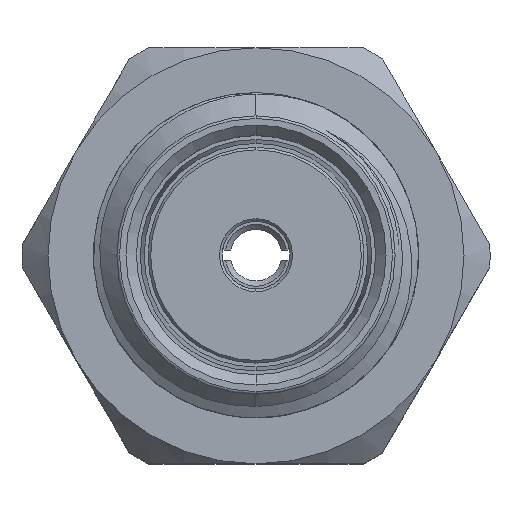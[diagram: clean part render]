
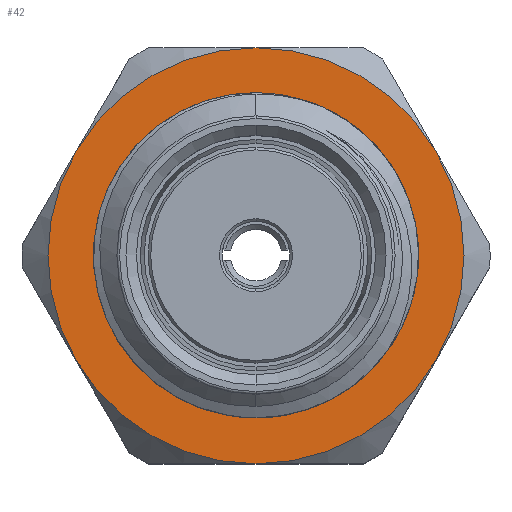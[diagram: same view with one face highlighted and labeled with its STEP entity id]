
A CAD part, top view. The second image highlights one B-rep face of the part: STEP entity #42.
In plain terms, the highlighted planar face has unit normal (0, 0, 1).
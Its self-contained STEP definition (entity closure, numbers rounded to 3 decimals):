
#8 = CARTESIAN_POINT ( 'NONE',  ( -43.445, 16.364, 13.751 ) ) ;
#24 = CIRCLE ( 'NONE', #1780, 4. ) ;
#42 = ADVANCED_FACE ( 'NONE', ( #1361, #443 ), #2045, .T. ) ;
#97 = ORIENTED_EDGE ( 'NONE', *, *, #1724, .T. ) ;
#154 = ORIENTED_EDGE ( 'NONE', *, *, #2773, .F. ) ;
#245 = VERTEX_POINT ( 'NONE', #1675 ) ;
#258 = DIRECTION ( 'NONE',  ( 0., 0., -1. ) ) ;
#293 = ORIENTED_EDGE ( 'NONE', *, *, #3005, .F. ) ;
#443 = FACE_OUTER_BOUND ( 'NONE', #1021, .T. ) ;
#492 = EDGE_LOOP ( 'NONE', ( #2131, #97 ) ) ;
#525 = VERTEX_POINT ( 'NONE', #2304 ) ;
#535 = DIRECTION ( 'NONE',  ( 0., 1., 0. ) ) ;
#551 = CARTESIAN_POINT ( 'NONE',  ( -43.445, 16.364, 13.751 ) ) ;
#558 = VERTEX_POINT ( 'NONE', #1915 ) ;
#564 = CARTESIAN_POINT ( 'NONE',  ( -43.445, 20.364, 13.751 ) ) ;
#569 = CIRCLE ( 'NONE', #2370, 4. ) ;
#623 = DIRECTION ( 'NONE',  ( 0., 1., 0. ) ) ;
#631 = CARTESIAN_POINT ( 'NONE',  ( -39.981, 14.364, 13.751 ) ) ;
#644 = CARTESIAN_POINT ( 'NONE',  ( -43.445, 19.064, 13.751 ) ) ;
#804 = AXIS2_PLACEMENT_3D ( 'NONE', #2356, #258, #922 ) ;
#875 = ORIENTED_EDGE ( 'NONE', *, *, #2580, .F. ) ;
#876 = CARTESIAN_POINT ( 'NONE',  ( -43.445, 16.364, 13.751 ) ) ;
#880 = DIRECTION ( 'NONE',  ( 0., 0., -1. ) ) ;
#894 = DIRECTION ( 'NONE',  ( 0., -1., 0. ) ) ;
#904 = DIRECTION ( 'NONE',  ( 0., -1., 0. ) ) ;
#922 = DIRECTION ( 'NONE',  ( 0., -1., 0. ) ) ;
#952 = AXIS2_PLACEMENT_3D ( 'NONE', #876, #1109, #2977 ) ;
#1021 = EDGE_LOOP ( 'NONE', ( #1525, #154, #293, #2424, #2941, #875 ) ) ;
#1109 = DIRECTION ( 'NONE',  ( 0., 0., -1. ) ) ;
#1110 = VERTEX_POINT ( 'NONE', #631 ) ;
#1158 = EDGE_CURVE ( 'NONE', #2709, #2871, #2163, .T. ) ;
#1239 = CIRCLE ( 'NONE', #952, 4. ) ;
#1243 = VERTEX_POINT ( 'NONE', #2751 ) ;
#1250 = CARTESIAN_POINT ( 'NONE',  ( -39.981, 18.364, 13.751 ) ) ;
#1261 = DIRECTION ( 'NONE',  ( 0., 1., 0. ) ) ;
#1316 = EDGE_CURVE ( 'NONE', #1243, #1446, #2711, .T. ) ;
#1331 = DIRECTION ( 'NONE',  ( 0., 0., 1. ) ) ;
#1361 = FACE_BOUND ( 'NONE', #492, .T. ) ;
#1402 = DIRECTION ( 'NONE',  ( 0., 0., -1. ) ) ;
#1446 = VERTEX_POINT ( 'NONE', #2100 ) ;
#1477 = CARTESIAN_POINT ( 'NONE',  ( -43.445, 16.364, 13.751 ) ) ;
#1525 = ORIENTED_EDGE ( 'NONE', *, *, #1158, .F. ) ;
#1630 = EDGE_CURVE ( 'NONE', #245, #558, #1239, .T. ) ;
#1675 = CARTESIAN_POINT ( 'NONE',  ( -43.445, 12.364, 13.751 ) ) ;
#1724 = EDGE_CURVE ( 'NONE', #1446, #1243, #2766, .T. ) ;
#1731 = AXIS2_PLACEMENT_3D ( 'NONE', #2563, #1402, #1886 ) ;
#1780 = AXIS2_PLACEMENT_3D ( 'NONE', #8, #2136, #2802 ) ;
#1886 = DIRECTION ( 'NONE',  ( 0., 1., 0. ) ) ;
#1915 = CARTESIAN_POINT ( 'NONE',  ( -46.909, 14.364, 13.751 ) ) ;
#1922 = CIRCLE ( 'NONE', #1731, 4. ) ;
#1946 = CARTESIAN_POINT ( 'NONE',  ( -43.445, 16.364, 13.751 ) ) ;
#2036 = CARTESIAN_POINT ( 'NONE',  ( -43.445, 16.364, 13.751 ) ) ;
#2045 = PLANE ( 'NONE',  #2806 ) ;
#2073 = AXIS2_PLACEMENT_3D ( 'NONE', #551, #2398, #535 ) ;
#2100 = CARTESIAN_POINT ( 'NONE',  ( -43.445, 19.264, 13.751 ) ) ;
#2125 = CIRCLE ( 'NONE', #2073, 4. ) ;
#2131 = ORIENTED_EDGE ( 'NONE', *, *, #1316, .T. ) ;
#2136 = DIRECTION ( 'NONE',  ( 0., 0., -1. ) ) ;
#2163 = CIRCLE ( 'NONE', #2216, 4. ) ;
#2216 = AXIS2_PLACEMENT_3D ( 'NONE', #1477, #880, #623 ) ;
#2304 = CARTESIAN_POINT ( 'NONE',  ( -46.909, 18.364, 13.751 ) ) ;
#2356 = CARTESIAN_POINT ( 'NONE',  ( -43.445, 16.364, 13.751 ) ) ;
#2370 = AXIS2_PLACEMENT_3D ( 'NONE', #1946, #2920, #1261 ) ;
#2373 = EDGE_CURVE ( 'NONE', #1110, #245, #1922, .T. ) ;
#2398 = DIRECTION ( 'NONE',  ( 0., 0., -1. ) ) ;
#2424 = ORIENTED_EDGE ( 'NONE', *, *, #1630, .F. ) ;
#2563 = CARTESIAN_POINT ( 'NONE',  ( -43.445, 16.364, 13.751 ) ) ;
#2580 = EDGE_CURVE ( 'NONE', #2871, #1110, #569, .T. ) ;
#2610 = AXIS2_PLACEMENT_3D ( 'NONE', #2036, #2980, #894 ) ;
#2709 = VERTEX_POINT ( 'NONE', #564 ) ;
#2711 = CIRCLE ( 'NONE', #2610, 2.9 ) ;
#2751 = CARTESIAN_POINT ( 'NONE',  ( -43.445, 13.464, 13.751 ) ) ;
#2766 = CIRCLE ( 'NONE', #804, 2.9 ) ;
#2773 = EDGE_CURVE ( 'NONE', #525, #2709, #24, .T. ) ;
#2802 = DIRECTION ( 'NONE',  ( 0., 1., 0. ) ) ;
#2806 = AXIS2_PLACEMENT_3D ( 'NONE', #644, #1331, #904 ) ;
#2871 = VERTEX_POINT ( 'NONE', #1250 ) ;
#2920 = DIRECTION ( 'NONE',  ( 0., 0., -1. ) ) ;
#2941 = ORIENTED_EDGE ( 'NONE', *, *, #2373, .F. ) ;
#2977 = DIRECTION ( 'NONE',  ( 0., 1., 0. ) ) ;
#2980 = DIRECTION ( 'NONE',  ( 0., 0., -1. ) ) ;
#3005 = EDGE_CURVE ( 'NONE', #558, #525, #2125, .T. ) ;
